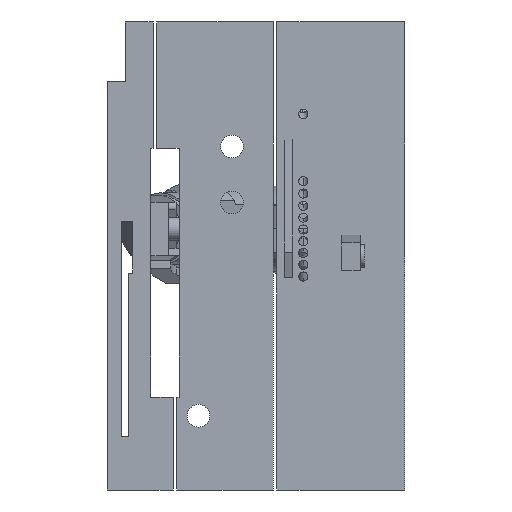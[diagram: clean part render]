
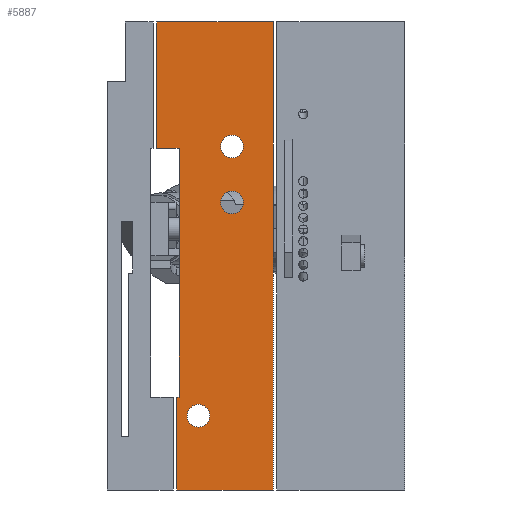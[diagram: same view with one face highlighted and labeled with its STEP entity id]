
A CAD part, front view. The second image highlights one B-rep face of the part: STEP entity #5887.
In plain terms, the highlighted planar face has unit normal (0, -1, 0).
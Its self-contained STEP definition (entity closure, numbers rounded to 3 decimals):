
#5859 = EDGE_CURVE('',#5860,#5862,#5864,.T.);
#5860 = VERTEX_POINT('',#5861);
#5861 = CARTESIAN_POINT('',(-84.399,-2.972,-65.082));
#5862 = VERTEX_POINT('',#5863);
#5863 = CARTESIAN_POINT('',(-96.286,-2.972,-65.082));
#5864 = CIRCLE('',#5865,5.944);
#5865 = AXIS2_PLACEMENT_3D('',#5866,#5867,#5868);
#5866 = CARTESIAN_POINT('',(-90.343,-2.972,-65.082));
#5867 = DIRECTION('',(-0.,1.,0.));
#5868 = DIRECTION('',(1.,0.,0.));
#5887 = ADVANCED_FACE('',(#5888,#5954,#5974,#5994),#6004,.F.);
#5888 = FACE_BOUND('',#5889,.F.);
#5889 = EDGE_LOOP('',(#5890,#5900,#5908,#5916,#5924,#5932,#5940,#5948));
#5890 = ORIENTED_EDGE('',*,*,#5891,.F.);
#5891 = EDGE_CURVE('',#5892,#5894,#5896,.T.);
#5892 = VERTEX_POINT('',#5893);
#5893 = CARTESIAN_POINT('',(-129.769,-2.972,0.));
#5894 = VERTEX_POINT('',#5895);
#5895 = CARTESIAN_POINT('',(-129.769,-2.972,-65.974));
#5896 = LINE('',#5897,#5898);
#5897 = CARTESIAN_POINT('',(-129.769,-2.972,0.));
#5898 = VECTOR('',#5899,1.);
#5899 = DIRECTION('',(0.,0.,-1.));
#5900 = ORIENTED_EDGE('',*,*,#5901,.T.);
#5901 = EDGE_CURVE('',#5892,#5902,#5904,.T.);
#5902 = VERTEX_POINT('',#5903);
#5903 = CARTESIAN_POINT('',(-68.649,-2.972,0.));
#5904 = LINE('',#5905,#5906);
#5905 = CARTESIAN_POINT('',(-129.769,-2.972,0.));
#5906 = VECTOR('',#5907,1.);
#5907 = DIRECTION('',(1.,0.,0.));
#5908 = ORIENTED_EDGE('',*,*,#5909,.T.);
#5909 = EDGE_CURVE('',#5902,#5910,#5912,.T.);
#5910 = VERTEX_POINT('',#5911);
#5911 = CARTESIAN_POINT('',(-68.649,-2.972,-244.678));
#5912 = LINE('',#5913,#5914);
#5913 = CARTESIAN_POINT('',(-68.649,-2.972,0.));
#5914 = VECTOR('',#5915,1.);
#5915 = DIRECTION('',(0.,0.,-1.));
#5916 = ORIENTED_EDGE('',*,*,#5917,.T.);
#5917 = EDGE_CURVE('',#5910,#5918,#5920,.T.);
#5918 = VERTEX_POINT('',#5919);
#5919 = CARTESIAN_POINT('',(-119.268,-2.972,-244.678));
#5920 = LINE('',#5921,#5922);
#5921 = CARTESIAN_POINT('',(-68.649,-2.972,-244.678));
#5922 = VECTOR('',#5923,1.);
#5923 = DIRECTION('',(-1.,0.,0.));
#5924 = ORIENTED_EDGE('',*,*,#5925,.T.);
#5925 = EDGE_CURVE('',#5918,#5926,#5928,.T.);
#5926 = VERTEX_POINT('',#5927);
#5927 = CARTESIAN_POINT('',(-119.268,-2.972,-196.139));
#5928 = LINE('',#5929,#5930);
#5929 = CARTESIAN_POINT('',(-119.268,-2.972,-244.678));
#5930 = VECTOR('',#5931,1.);
#5931 = DIRECTION('',(0.,0.,1.));
#5932 = ORIENTED_EDGE('',*,*,#5933,.F.);
#5933 = EDGE_CURVE('',#5934,#5926,#5936,.T.);
#5934 = VERTEX_POINT('',#5935);
#5935 = CARTESIAN_POINT('',(-117.98,-2.972,-196.139));
#5936 = LINE('',#5937,#5938);
#5937 = CARTESIAN_POINT('',(-117.98,-2.972,-196.139));
#5938 = VECTOR('',#5939,1.);
#5939 = DIRECTION('',(-1.,0.,0.));
#5940 = ORIENTED_EDGE('',*,*,#5941,.F.);
#5941 = EDGE_CURVE('',#5942,#5934,#5944,.T.);
#5942 = VERTEX_POINT('',#5943);
#5943 = CARTESIAN_POINT('',(-117.98,-2.972,-65.974));
#5944 = LINE('',#5945,#5946);
#5945 = CARTESIAN_POINT('',(-117.98,-2.972,-65.974));
#5946 = VECTOR('',#5947,1.);
#5947 = DIRECTION('',(0.,0.,-1.));
#5948 = ORIENTED_EDGE('',*,*,#5949,.F.);
#5949 = EDGE_CURVE('',#5894,#5942,#5950,.T.);
#5950 = LINE('',#5951,#5952);
#5951 = CARTESIAN_POINT('',(-129.769,-2.972,-65.974));
#5952 = VECTOR('',#5953,1.);
#5953 = DIRECTION('',(1.,0.,0.));
#5954 = FACE_BOUND('',#5955,.F.);
#5955 = EDGE_LOOP('',(#5956,#5967));
#5956 = ORIENTED_EDGE('',*,*,#5957,.F.);
#5957 = EDGE_CURVE('',#5958,#5960,#5962,.T.);
#5958 = VERTEX_POINT('',#5959);
#5959 = CARTESIAN_POINT('',(-84.399,-2.972,-94.305));
#5960 = VERTEX_POINT('',#5961);
#5961 = CARTESIAN_POINT('',(-96.286,-2.972,-94.305));
#5962 = CIRCLE('',#5963,5.944);
#5963 = AXIS2_PLACEMENT_3D('',#5964,#5965,#5966);
#5964 = CARTESIAN_POINT('',(-90.343,-2.972,-94.305));
#5965 = DIRECTION('',(-0.,1.,0.));
#5966 = DIRECTION('',(1.,0.,0.));
#5967 = ORIENTED_EDGE('',*,*,#5968,.F.);
#5968 = EDGE_CURVE('',#5960,#5958,#5969,.T.);
#5969 = CIRCLE('',#5970,5.944);
#5970 = AXIS2_PLACEMENT_3D('',#5971,#5972,#5973);
#5971 = CARTESIAN_POINT('',(-90.343,-2.972,-94.305));
#5972 = DIRECTION('',(0.,1.,-0.));
#5973 = DIRECTION('',(-1.,0.,0.));
#5974 = FACE_BOUND('',#5975,.F.);
#5975 = EDGE_LOOP('',(#5976,#5987));
#5976 = ORIENTED_EDGE('',*,*,#5977,.F.);
#5977 = EDGE_CURVE('',#5978,#5980,#5982,.T.);
#5978 = VERTEX_POINT('',#5979);
#5979 = CARTESIAN_POINT('',(-101.933,-2.972,-205.847));
#5980 = VERTEX_POINT('',#5981);
#5981 = CARTESIAN_POINT('',(-113.82,-2.972,-205.847));
#5982 = CIRCLE('',#5983,5.944);
#5983 = AXIS2_PLACEMENT_3D('',#5984,#5985,#5986);
#5984 = CARTESIAN_POINT('',(-107.876,-2.972,-205.847));
#5985 = DIRECTION('',(-0.,1.,0.));
#5986 = DIRECTION('',(1.,0.,0.));
#5987 = ORIENTED_EDGE('',*,*,#5988,.F.);
#5988 = EDGE_CURVE('',#5980,#5978,#5989,.T.);
#5989 = CIRCLE('',#5990,5.944);
#5990 = AXIS2_PLACEMENT_3D('',#5991,#5992,#5993);
#5991 = CARTESIAN_POINT('',(-107.876,-2.972,-205.847));
#5992 = DIRECTION('',(0.,1.,-0.));
#5993 = DIRECTION('',(-1.,0.,0.));
#5994 = FACE_BOUND('',#5995,.F.);
#5995 = EDGE_LOOP('',(#5996,#5997));
#5996 = ORIENTED_EDGE('',*,*,#5859,.F.);
#5997 = ORIENTED_EDGE('',*,*,#5998,.F.);
#5998 = EDGE_CURVE('',#5862,#5860,#5999,.T.);
#5999 = CIRCLE('',#6000,5.944);
#6000 = AXIS2_PLACEMENT_3D('',#6001,#6002,#6003);
#6001 = CARTESIAN_POINT('',(-90.343,-2.972,-65.082));
#6002 = DIRECTION('',(0.,1.,-0.));
#6003 = DIRECTION('',(-1.,0.,0.));
#6004 = PLANE('',#6005);
#6005 = AXIS2_PLACEMENT_3D('',#6006,#6007,#6008);
#6006 = CARTESIAN_POINT('',(0.,-2.972,0.));
#6007 = DIRECTION('',(0.,1.,0.));
#6008 = DIRECTION('',(1.,0.,0.));
